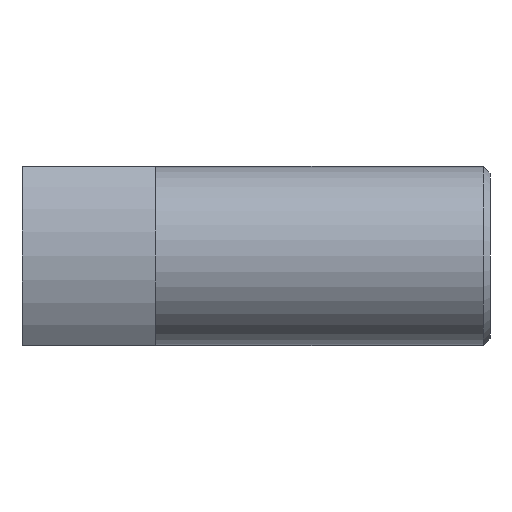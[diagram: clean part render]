
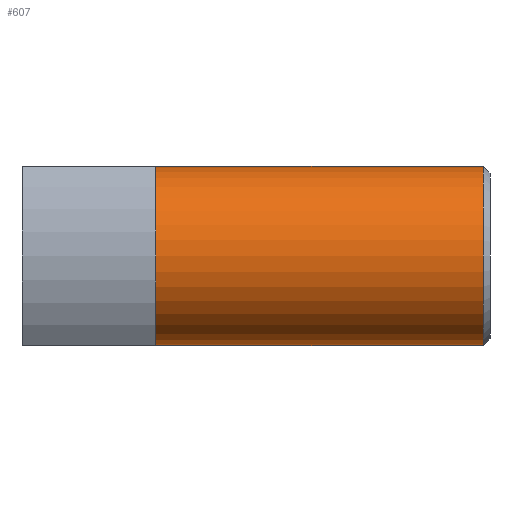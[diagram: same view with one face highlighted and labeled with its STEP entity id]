
A CAD part, left-side view. The second image highlights one B-rep face of the part: STEP entity #607.
In plain terms, the highlighted cylindrical face has radius 1.34 mm (diameter 2.68 mm), a partial arc.
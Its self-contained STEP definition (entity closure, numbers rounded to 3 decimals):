
#12 = CARTESIAN_POINT ( 'NONE',  ( 0., 5., -1.34 ) ) ;
#29 = CARTESIAN_POINT ( 'NONE',  ( 0., 5., 0. ) ) ;
#31 = EDGE_CURVE ( 'NONE', #426, #283, #454, .T. ) ;
#62 = CARTESIAN_POINT ( 'NONE',  ( 0., 0.1, 1.34 ) ) ;
#76 = DIRECTION ( 'NONE',  ( 0., 0., -1. ) ) ;
#90 = DIRECTION ( 'NONE',  ( 0., -1., 0. ) ) ;
#117 = DIRECTION ( 'NONE',  ( 0., -1., 0. ) ) ;
#169 = CARTESIAN_POINT ( 'NONE',  ( 0., 5., 1.34 ) ) ;
#208 = CARTESIAN_POINT ( 'NONE',  ( 0., 0.1, 0. ) ) ;
#230 = LINE ( 'NONE', #732, #630 ) ;
#241 = AXIS2_PLACEMENT_3D ( 'NONE', #29, #758, #76 ) ;
#244 = VERTEX_POINT ( 'NONE', #388 ) ;
#283 = VERTEX_POINT ( 'NONE', #12 ) ;
#301 = AXIS2_PLACEMENT_3D ( 'NONE', #366, #673, #550 ) ;
#307 = ORIENTED_EDGE ( 'NONE', *, *, #640, .T. ) ;
#329 = AXIS2_PLACEMENT_3D ( 'NONE', #208, #597, #711 ) ;
#345 = LINE ( 'NONE', #473, #771 ) ;
#359 = ORIENTED_EDGE ( 'NONE', *, *, #439, .F. ) ;
#366 = CARTESIAN_POINT ( 'NONE',  ( 0., 0., 0. ) ) ;
#388 = CARTESIAN_POINT ( 'NONE',  ( 0., 0.1, -1.34 ) ) ;
#409 = EDGE_CURVE ( 'NONE', #244, #707, #684, .T. ) ;
#421 = CYLINDRICAL_SURFACE ( 'NONE', #301, 1.34 ) ;
#426 = VERTEX_POINT ( 'NONE', #169 ) ;
#439 = EDGE_CURVE ( 'NONE', #426, #707, #345, .T. ) ;
#454 = CIRCLE ( 'NONE', #241, 1.34 ) ;
#473 = CARTESIAN_POINT ( 'NONE',  ( 0., 0., 1.34 ) ) ;
#489 = FACE_OUTER_BOUND ( 'NONE', #594, .T. ) ;
#550 = DIRECTION ( 'NONE',  ( 0., 0., -1. ) ) ;
#577 = ORIENTED_EDGE ( 'NONE', *, *, #409, .T. ) ;
#594 = EDGE_LOOP ( 'NONE', ( #359, #641, #307, #577 ) ) ;
#597 = DIRECTION ( 'NONE',  ( 0., 1., 0. ) ) ;
#607 = ADVANCED_FACE ( 'NONE', ( #489 ), #421, .T. ) ;
#630 = VECTOR ( 'NONE', #117, 1000. ) ;
#640 = EDGE_CURVE ( 'NONE', #283, #244, #230, .T. ) ;
#641 = ORIENTED_EDGE ( 'NONE', *, *, #31, .T. ) ;
#673 = DIRECTION ( 'NONE',  ( 0., -1., 0. ) ) ;
#684 = CIRCLE ( 'NONE', #329, 1.34 ) ;
#707 = VERTEX_POINT ( 'NONE', #62 ) ;
#711 = DIRECTION ( 'NONE',  ( 0., 0., 1. ) ) ;
#732 = CARTESIAN_POINT ( 'NONE',  ( 0., 0., -1.34 ) ) ;
#758 = DIRECTION ( 'NONE',  ( 0., -1., 0. ) ) ;
#771 = VECTOR ( 'NONE', #90, 1000. ) ;
